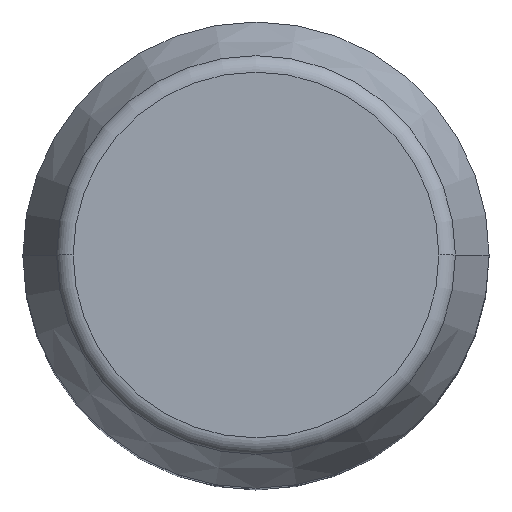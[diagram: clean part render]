
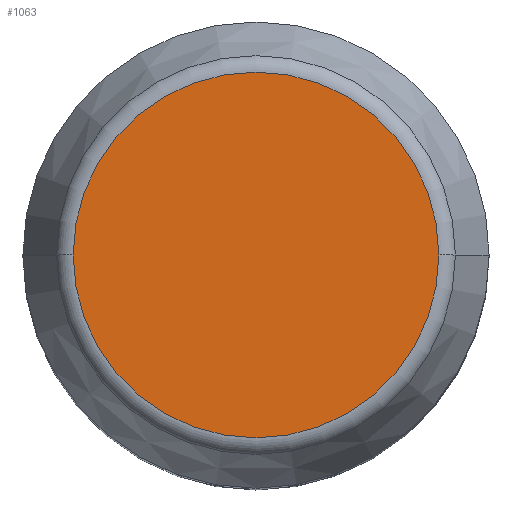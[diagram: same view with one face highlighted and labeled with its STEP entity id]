
A CAD part, top view. The second image highlights one B-rep face of the part: STEP entity #1063.
In plain terms, the highlighted planar face has unit normal (0, 0, 1).
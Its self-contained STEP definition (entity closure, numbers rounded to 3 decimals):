
#23 = DIRECTION ( 'NONE',  ( 1., 0., 0. ) ) ;
#108 = DIRECTION ( 'NONE',  ( 0., 0., 1. ) ) ;
#109 = ORIENTED_EDGE ( 'NONE', *, *, #585, .T. ) ;
#189 = FACE_OUTER_BOUND ( 'NONE', #1106, .T. ) ;
#368 = DIRECTION ( 'NONE',  ( 0., 0., 1. ) ) ;
#490 = CIRCLE ( 'NONE', #531, 5.099 ) ;
#500 = EDGE_CURVE ( 'NONE', #712, #684, #490, .T. ) ;
#531 = AXIS2_PLACEMENT_3D ( 'NONE', #705, #108, #805 ) ;
#566 = PLANE ( 'NONE',  #888 ) ;
#585 = EDGE_CURVE ( 'NONE', #684, #712, #1157, .T. ) ;
#620 = DIRECTION ( 'NONE',  ( 0., 0., 1. ) ) ;
#671 = DIRECTION ( 'NONE',  ( 1., 0., 0. ) ) ;
#684 = VERTEX_POINT ( 'NONE', #1115 ) ;
#705 = CARTESIAN_POINT ( 'NONE',  ( 0., 0., 30. ) ) ;
#712 = VERTEX_POINT ( 'NONE', #1210 ) ;
#805 = DIRECTION ( 'NONE',  ( 1., 0., 0. ) ) ;
#888 = AXIS2_PLACEMENT_3D ( 'NONE', #1047, #368, #671 ) ;
#975 = ORIENTED_EDGE ( 'NONE', *, *, #500, .T. ) ;
#1047 = CARTESIAN_POINT ( 'NONE',  ( 0., 0., 30. ) ) ;
#1063 = ADVANCED_FACE ( 'NONE', ( #189 ), #566, .T. ) ;
#1106 = EDGE_LOOP ( 'NONE', ( #109, #975 ) ) ;
#1115 = CARTESIAN_POINT ( 'NONE',  ( 5.099, 0., 30. ) ) ;
#1157 = CIRCLE ( 'NONE', #1164, 5.099 ) ;
#1164 = AXIS2_PLACEMENT_3D ( 'NONE', #1176, #620, #23 ) ;
#1176 = CARTESIAN_POINT ( 'NONE',  ( 0., 0., 30. ) ) ;
#1210 = CARTESIAN_POINT ( 'NONE',  ( -5.099, 0., 30. ) ) ;
